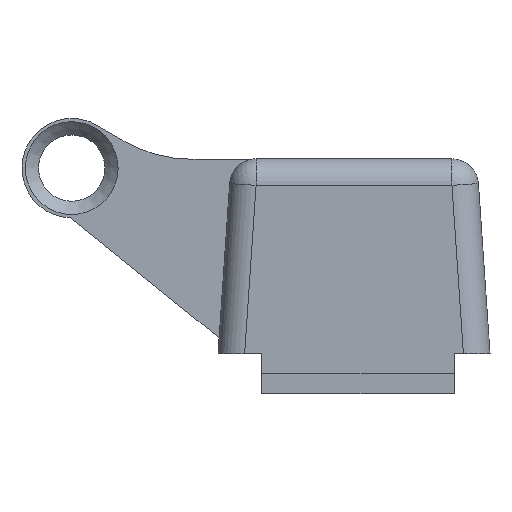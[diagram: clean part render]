
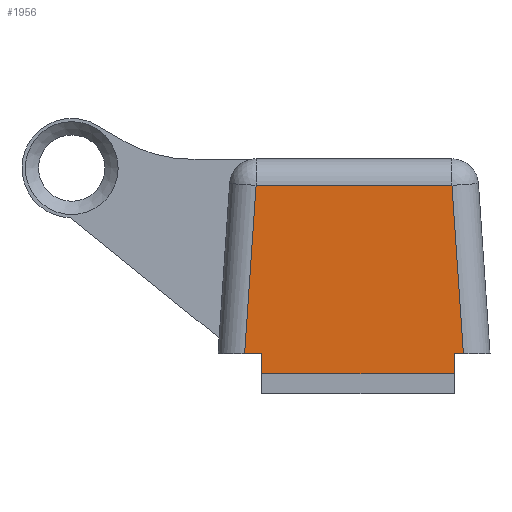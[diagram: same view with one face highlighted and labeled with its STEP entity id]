
A CAD part, front view. The second image highlights one B-rep face of the part: STEP entity #1956.
In plain terms, the highlighted planar face has unit normal (0, -1, 0).
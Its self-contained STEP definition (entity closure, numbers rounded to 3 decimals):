
#155=FACE_OUTER_BOUND('',#268,.T.);
#268=EDGE_LOOP('',(#1736,#1737,#1738,#1739,#1740,#1741,#1742,#1743));
#441=LINE('',#2982,#663);
#444=LINE('',#2988,#666);
#450=LINE('',#2999,#672);
#454=LINE('',#3010,#676);
#464=LINE('',#3033,#686);
#490=LINE('',#3095,#712);
#492=LINE('',#3100,#714);
#542=LINE('',#3239,#764);
#663=VECTOR('',#2398,10.);
#666=VECTOR('',#2403,10.);
#672=VECTOR('',#2411,10.);
#676=VECTOR('',#2421,10.);
#686=VECTOR('',#2435,10.);
#712=VECTOR('',#2493,10.);
#714=VECTOR('',#2499,10.);
#764=VECTOR('',#2671,10.);
#873=VERTEX_POINT('',#2979);
#874=VERTEX_POINT('',#2981);
#875=VERTEX_POINT('',#2985);
#879=VERTEX_POINT('',#2994);
#884=VERTEX_POINT('',#3008);
#895=VERTEX_POINT('',#3032);
#913=VERTEX_POINT('',#3089);
#915=VERTEX_POINT('',#3093);
#1088=EDGE_CURVE('',#874,#873,#441,.T.);
#1091=EDGE_CURVE('',#875,#873,#444,.T.);
#1097=EDGE_CURVE('',#879,#874,#450,.T.);
#1102=EDGE_CURVE('',#884,#875,#454,.T.);
#1114=EDGE_CURVE('',#879,#895,#464,.T.);
#1145=EDGE_CURVE('',#915,#913,#490,.T.);
#1148=EDGE_CURVE('',#913,#884,#492,.T.);
#1217=EDGE_CURVE('',#895,#915,#542,.T.);
#1736=ORIENTED_EDGE('',*,*,#1148,.F.);
#1737=ORIENTED_EDGE('',*,*,#1145,.F.);
#1738=ORIENTED_EDGE('',*,*,#1217,.F.);
#1739=ORIENTED_EDGE('',*,*,#1114,.F.);
#1740=ORIENTED_EDGE('',*,*,#1097,.T.);
#1741=ORIENTED_EDGE('',*,*,#1088,.T.);
#1742=ORIENTED_EDGE('',*,*,#1091,.F.);
#1743=ORIENTED_EDGE('',*,*,#1102,.F.);
#1852=PLANE('',#2133);
#1956=ADVANCED_FACE('',(#155),#1852,.T.);
#2133=AXIS2_PLACEMENT_3D('',#3238,#2669,#2670);
#2398=DIRECTION('',(1.,0.,0.));
#2403=DIRECTION('',(0.,0.,-1.));
#2411=DIRECTION('',(0.,0.,-1.));
#2421=DIRECTION('',(-1.,0.,0.));
#2435=DIRECTION('',(-1.,0.,0.));
#2493=DIRECTION('',(1.,0.,0.));
#2499=DIRECTION('',(0.068,0.,-0.998));
#2669=DIRECTION('center_axis',(0.,-1.,0.));
#2670=DIRECTION('ref_axis',(1.,0.,0.));
#2671=DIRECTION('',(0.068,0.,0.998));
#2979=CARTESIAN_POINT('',(7.55,-31.,-1.5));
#2981=CARTESIAN_POINT('',(-6.95,-31.,-1.5));
#2982=CARTESIAN_POINT('',(-4.975,-31.,-1.5));
#2985=CARTESIAN_POINT('',(7.55,-31.,0.));
#2988=CARTESIAN_POINT('',(7.55,-31.,0.));
#2994=CARTESIAN_POINT('',(-6.95,-31.,0.));
#2999=CARTESIAN_POINT('',(-6.95,-31.,0.));
#3008=CARTESIAN_POINT('',(8.245,-31.,0.));
#3010=CARTESIAN_POINT('',(10.25,-31.,0.));
#3032=CARTESIAN_POINT('',(-8.245,-31.,0.));
#3033=CARTESIAN_POINT('',(10.25,-31.,0.));
#3089=CARTESIAN_POINT('',(7.381,-31.,12.7));
#3093=CARTESIAN_POINT('',(-7.381,-31.,12.7));
#3095=CARTESIAN_POINT('',(-5.125,-31.,12.7));
#3100=CARTESIAN_POINT('',(7.957,-31.,4.233));
#3238=CARTESIAN_POINT('Origin',(-10.25,-31.,0.));
#3239=CARTESIAN_POINT('',(-8.005,-31.,3.539));
